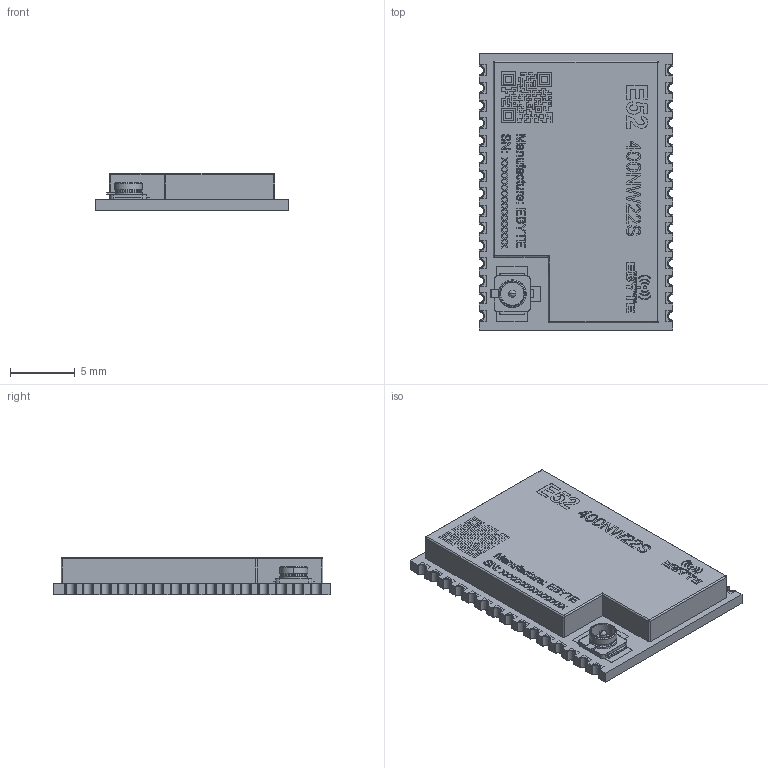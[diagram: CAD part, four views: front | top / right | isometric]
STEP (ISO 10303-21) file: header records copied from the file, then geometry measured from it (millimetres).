
FILE_DESCRIPTION(('FreeCAD Model'),'2;1');
FILE_NAME('Open CASCADE Shape Model','2025-04-30T04:07:30',('FreeCAD'),( 'FreeCAD'),'Open CASCADE STEP processor 7.6','FreeCAD','Unknown');
FILE_SCHEMA(('AUTOMOTIVE_DESIGN { 1 0 10303 214 1 1 1 1 }'));
Products named in the file (1): Open CASCADE STEP translator 7.6 1
Bounding box: 14.93 x 21.33 x 2.88 mm (x, y, z)
Volume: 334.4 mm3; surface area: 1592.4 mm2
Topology: 36 solids, 36 shells, 2330 faces, 6398 edges, 4226 vertices
Faces by surface type: bspline 2330
Entity records: 71433 total; most frequent: CARTESIAN_POINT 34011, ORIENTED_EDGE 12764, EDGE_CURVE 6382, B_SPLINE_CURVE_WITH_KNOTS 5105, VERTEX_POINT 4226, FACE_BOUND 2432, EDGE_LOOP 2432, ADVANCED_FACE 2330
